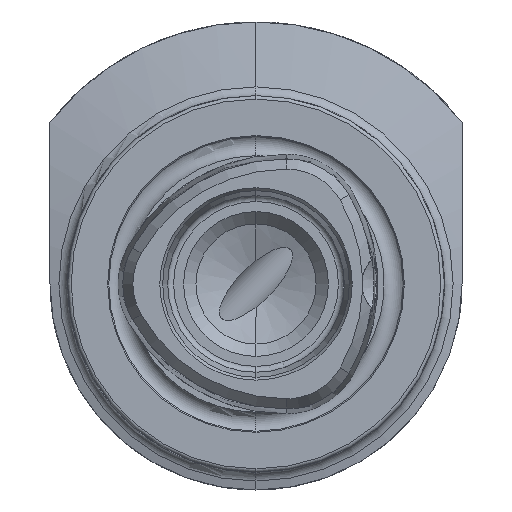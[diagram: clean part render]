
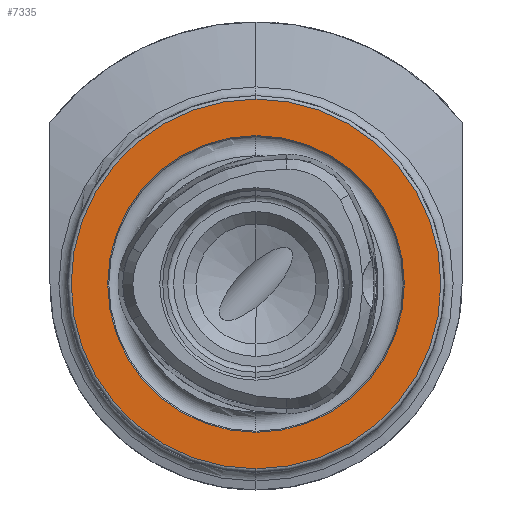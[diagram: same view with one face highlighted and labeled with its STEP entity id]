
A CAD part, left-side view. The second image highlights one B-rep face of the part: STEP entity #7335.
In plain terms, the highlighted planar face has unit normal (-1, 0, 0).
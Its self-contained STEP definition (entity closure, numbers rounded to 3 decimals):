
#368 = CIRCLE ( 'NONE', #5300, 15.7 ) ;
#962 = VERTEX_POINT ( 'NONE', #6285 ) ;
#1411 = DIRECTION ( 'NONE',  ( 0., 0., 1. ) ) ;
#1434 = ORIENTED_EDGE ( 'NONE', *, *, #6215, .T. ) ;
#1436 = EDGE_CURVE ( 'NONE', #1663, #7407, #6573, .T. ) ;
#1497 = DIRECTION ( 'NONE',  ( 0., 0., 1. ) ) ;
#1504 = DIRECTION ( 'NONE',  ( 0., 0., 1. ) ) ;
#1663 = VERTEX_POINT ( 'NONE', #8974 ) ;
#1688 = DIRECTION ( 'NONE',  ( 1., 0., 0. ) ) ;
#2042 = CARTESIAN_POINT ( 'NONE',  ( 0., 0., 0. ) ) ;
#2354 = DIRECTION ( 'NONE',  ( -1., 0., 0. ) ) ;
#2551 = ORIENTED_EDGE ( 'NONE', *, *, #9507, .T. ) ;
#2989 = DIRECTION ( 'NONE',  ( 0., 0., 1. ) ) ;
#3516 = CARTESIAN_POINT ( 'NONE',  ( 0., 0., -12.6 ) ) ;
#3526 = CIRCLE ( 'NONE', #7868, 15.7 ) ;
#3722 = AXIS2_PLACEMENT_3D ( 'NONE', #5035, #7581, #1411 ) ;
#3829 = CIRCLE ( 'NONE', #3722, 12.6 ) ;
#4208 = EDGE_LOOP ( 'NONE', ( #10944, #11010 ) ) ;
#4472 = AXIS2_PLACEMENT_3D ( 'NONE', #8840, #1688, #8876 ) ;
#5035 = CARTESIAN_POINT ( 'NONE',  ( 0., 0., 0. ) ) ;
#5300 = AXIS2_PLACEMENT_3D ( 'NONE', #2042, #9168, #2989 ) ;
#5331 = EDGE_LOOP ( 'NONE', ( #1434, #2551 ) ) ;
#5551 = CARTESIAN_POINT ( 'NONE',  ( 0., 0., 0. ) ) ;
#5892 = AXIS2_PLACEMENT_3D ( 'NONE', #5551, #2354, #1504 ) ;
#5904 = CARTESIAN_POINT ( 'NONE',  ( 0., 0., 0. ) ) ;
#6215 = EDGE_CURVE ( 'NONE', #7153, #962, #3526, .T. ) ;
#6245 = PLANE ( 'NONE',  #4472 ) ;
#6285 = CARTESIAN_POINT ( 'NONE',  ( 0., 0., -15.7 ) ) ;
#6297 = FACE_BOUND ( 'NONE', #4208, .T. ) ;
#6573 = CIRCLE ( 'NONE', #5892, 12.6 ) ;
#6826 = DIRECTION ( 'NONE',  ( -1., 0., 0. ) ) ;
#7153 = VERTEX_POINT ( 'NONE', #7607 ) ;
#7335 = ADVANCED_FACE ( 'NONE', ( #6297, #8088 ), #6245, .F. ) ;
#7407 = VERTEX_POINT ( 'NONE', #3516 ) ;
#7581 = DIRECTION ( 'NONE',  ( -1., 0., 0. ) ) ;
#7607 = CARTESIAN_POINT ( 'NONE',  ( 0., 0., 15.7 ) ) ;
#7868 = AXIS2_PLACEMENT_3D ( 'NONE', #5904, #6826, #1497 ) ;
#8088 = FACE_OUTER_BOUND ( 'NONE', #5331, .T. ) ;
#8840 = CARTESIAN_POINT ( 'NONE',  ( 0., 12.6, 0. ) ) ;
#8876 = DIRECTION ( 'NONE',  ( 0., 0., -1. ) ) ;
#8974 = CARTESIAN_POINT ( 'NONE',  ( 0., 0., 12.6 ) ) ;
#9126 = EDGE_CURVE ( 'NONE', #7407, #1663, #3829, .T. ) ;
#9168 = DIRECTION ( 'NONE',  ( -1., 0., 0. ) ) ;
#9507 = EDGE_CURVE ( 'NONE', #962, #7153, #368, .T. ) ;
#10944 = ORIENTED_EDGE ( 'NONE', *, *, #1436, .F. ) ;
#11010 = ORIENTED_EDGE ( 'NONE', *, *, #9126, .F. ) ;
